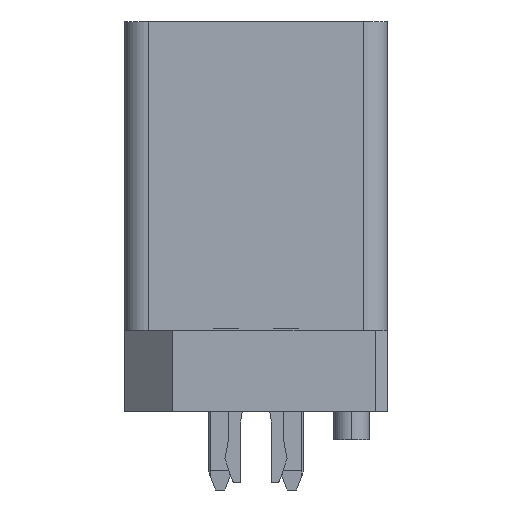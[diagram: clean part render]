
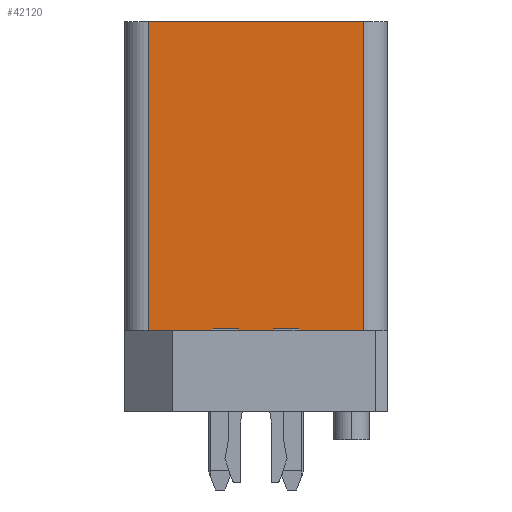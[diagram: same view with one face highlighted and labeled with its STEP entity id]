
A CAD part, left-side view. The second image highlights one B-rep face of the part: STEP entity #42120.
In plain terms, the highlighted planar face has unit normal (-1, 0, 0).
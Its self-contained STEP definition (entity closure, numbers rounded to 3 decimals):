
#19400=CARTESIAN_POINT('',(-13.42,4.5,3.4));
#19410=VERTEX_POINT('',#19400);
#19440=CARTESIAN_POINT('',(-13.42,1.6,3.4));
#19450=DIRECTION('',(0.,-1.,0.));
#19460=VECTOR('',#19450,1.);
#19470=LINE('',#19440,#19460);
#19480=CARTESIAN_POINT('',(-13.42,-4.5,3.4));
#19490=VERTEX_POINT('',#19480);
#19500=EDGE_CURVE('',#19410,#19490,#19470,.T.);
#28230=CARTESIAN_POINT('',(-13.42,-4.5,16.3));
#28240=VERTEX_POINT('',#28230);
#28270=CARTESIAN_POINT('',(-13.42,1.6,16.3));
#28280=DIRECTION('',(0.,-1.,0.));
#28290=VECTOR('',#28280,1.);
#28300=LINE('',#28270,#28290);
#28310=CARTESIAN_POINT('',(-13.42,4.5,16.3));
#28320=VERTEX_POINT('',#28310);
#28330=EDGE_CURVE('',#28320,#28240,#28300,.T.);
#31620=CARTESIAN_POINT('',(-13.42,-4.5,16.3));
#31630=DIRECTION('',(0.,0.,-1.));
#31640=VECTOR('',#31630,1.);
#31650=LINE('',#31620,#31640);
#31660=EDGE_CURVE('',#28240,#19490,#31650,.T.);
#41960=CARTESIAN_POINT('',(-13.42,4.725,16.623));
#41970=DIRECTION('',(-1.,-0.,-0.));
#41980=DIRECTION('',(0.,0.,-1.));
#41990=AXIS2_PLACEMENT_3D('',#41960,#41970,#41980);
#42000=PLANE('',#41990);
#42010=ORIENTED_EDGE('',*,*,#31660,.F.);
#42020=ORIENTED_EDGE('',*,*,#19500,.T.);
#42030=CARTESIAN_POINT('',(-13.42,4.5,3.4));
#42040=DIRECTION('',(0.,0.,1.));
#42050=VECTOR('',#42040,1.);
#42060=LINE('',#42030,#42050);
#42070=EDGE_CURVE('',#19410,#28320,#42060,.T.);
#42080=ORIENTED_EDGE('',*,*,#42070,.F.);
#42090=ORIENTED_EDGE('',*,*,#28330,.F.);
#42100=EDGE_LOOP('',(#42090,#42080,#42020,#42010));
#42110=FACE_OUTER_BOUND('',#42100,.T.);
#42120=ADVANCED_FACE('',(#42110),#42000,.T.);
